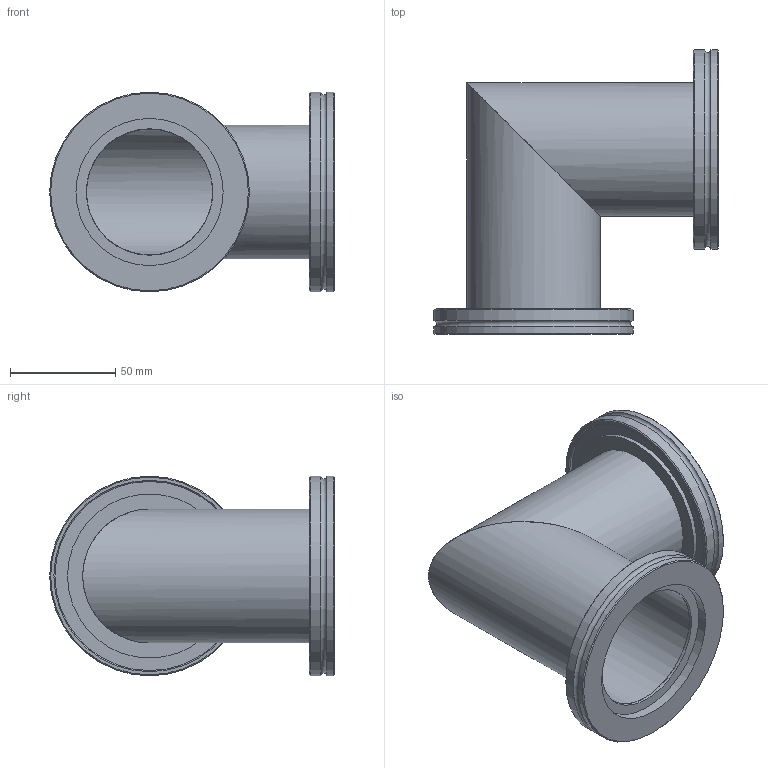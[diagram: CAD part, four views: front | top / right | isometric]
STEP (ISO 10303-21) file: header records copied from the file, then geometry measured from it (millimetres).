
FILE_DESCRIPTION(/* description */ (''),/* implementation_level */ '2;1');
FILE_NAME(/* name */ 'FL-EM63LF-88.stp',/* time_stamp */ '2018-12-07T14:57:39+00:00',/* author */ ('paul'),/* organization */ (''),/* preprocessor_version */ 'ST-DEVELOPER v17.2',/* originating_system */ 'Autodesk Inventor 2019',/* authorisation */ '');
FILE_SCHEMA (('AUTOMOTIVE_DESIGN { 1 0 10303 214 3 1 1 }'));
Length unit declared in the file: millimetre
Products named in the file (3): FL-EM63LF-88; FL-63LF-W; tube
Assembly tree (4 placements, depth 2):
  FL-EM63LF-88
    tube  x2
    FL-63LF-W  x2
Bounding box: 135.4 x 135.4 x 95 mm (x, y, z)
Volume: 135612 mm3; surface area: 96747.8 mm2
Topology: 4 solids, 4 shells, 42 faces, 102 edges, 76 vertices
Faces by surface type: cylinder 18, plane 16, cone 6, torus 2
Full cylindrical faces by diameter (mm): 60 x2, 60.2 x2, 63.5 x2, 63.7 x2, 70 x2, 78 x2, 90 x2, 95 x4
Entity records: 789 total; most frequent: DIRECTION 146, CARTESIAN_POINT 117, ORIENTED_EDGE 102, AXIS2_PLACEMENT_3D 67, EDGE_CURVE 51, VERTEX_POINT 38, CIRCLE 36, EDGE_LOOP 29
